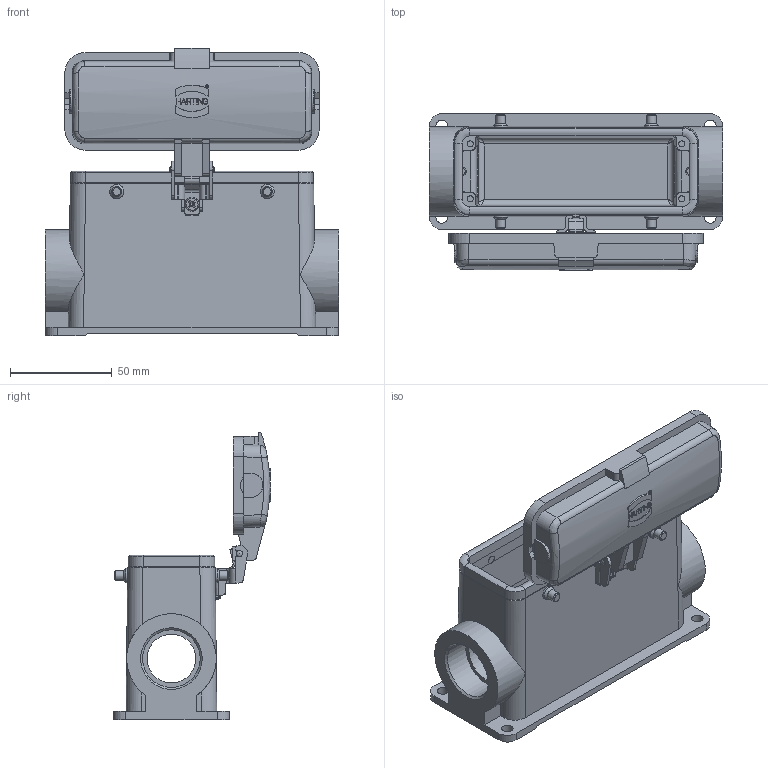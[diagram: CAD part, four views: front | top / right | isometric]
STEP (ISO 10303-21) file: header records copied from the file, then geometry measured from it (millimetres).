
FILE_DESCRIPTION(/* description */ (''),/* implementation_level */ '2;1');
FILE_NAME(/* name */ '100766046ugm000_a.stp',/* time_stamp */ '2019-08-07T08:05:11+02:00',/* author */ (''),/* organization */ (''),/* preprocessor_version */ 'ST-DEVELOPER v16.7',/* originating_system */ 'SIEMENS PLM Software NX 12.0',/* authorisation */ '');
FILE_SCHEMA (('AUTOMOTIVE_DESIGN { 1 0 10303 214 3 1 1 1 }'));
Length unit declared in the file: millimetre
Products named in the file (1): 100766046ugm000_a
Bounding box: 144 x 77.23 x 141.13 mm (x, y, z)
Volume: 197752.2 mm3; surface area: 94066.3 mm2
Topology: 2 solids, 3 shells, 642 faces, 1756 edges, 1150 vertices
Faces by surface type: plane 356, cylinder 184, bspline 46, cone 37, torus 17, sphere 2
Full cylindrical faces by diameter (mm): 1.52 x1, 1.68 x1, 3 x6, 4 x4, 4.8 x4, 5.6 x4, 7 x5, 24 x2, 28.3 x2
Entity records: 24920 total; most frequent: CARTESIAN_POINT 6948, ORIENTED_EDGE 3356, DIRECTION 3105, EDGE_CURVE 1678, VERTEX_POINT 1125, AXIS2_PLACEMENT_3D 1045, LINE 1015, VECTOR 1015
